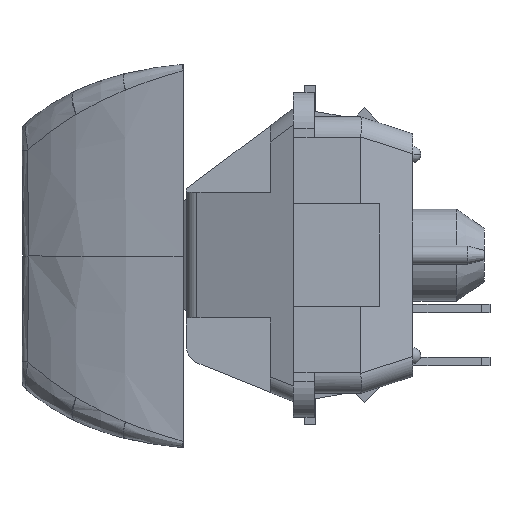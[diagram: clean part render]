
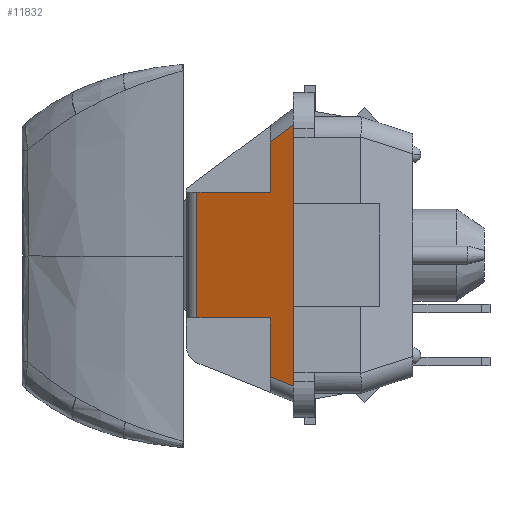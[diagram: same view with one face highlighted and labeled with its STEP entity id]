
A CAD part, left-side view. The second image highlights one B-rep face of the part: STEP entity #11832.
In plain terms, the highlighted planar face has unit normal (-0.927, 0.375, 0).
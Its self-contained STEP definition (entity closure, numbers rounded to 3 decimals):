
#10441 = PLANE('',#10442);
#10442 = AXIS2_PLACEMENT_3D('',#10443,#10444,#10445);
#10443 = CARTESIAN_POINT('',(0.,7.18,0.));
#10444 = DIRECTION('',(0.,1.,0.));
#10445 = DIRECTION('',(0.,0.,1.));
#10469 = CYLINDRICAL_SURFACE('',#10470,0.8);
#10470 = AXIS2_PLACEMENT_3D('',#10471,#10472,#10473);
#10471 = CARTESIAN_POINT('',(-6.391,5.444,
    6.474));
#10472 = DIRECTION('',(-0.308,-0.761,0.571));
#10473 = DIRECTION('',(0.,-0.6,-0.8
    ));
#10497 = PLANE('',#10498);
#10498 = AXIS2_PLACEMENT_3D('',#10499,#10500,#10501);
#10499 = CARTESIAN_POINT('',(0.,6.08,0.));
#10500 = DIRECTION('',(0.,1.,0.));
#10501 = DIRECTION('',(0.,0.,1.));
#10991 = PLANE('',#10992);
#10992 = AXIS2_PLACEMENT_3D('',#10993,#10994,#10995);
#10993 = CARTESIAN_POINT('',(-6.997,7.18,-2.997));
#10994 = DIRECTION('',(0.,0.,1.));
#10995 = DIRECTION('',(1.,0.,0.));
#11019 = CYLINDRICAL_SURFACE('',#11020,0.8);
#11020 = AXIS2_PLACEMENT_3D('',#11021,#11022,#11023);
#11021 = CARTESIAN_POINT('',(-4.397,10.38,0.));
#11022 = DIRECTION('',(0.,0.,1.));
#11023 = DIRECTION('',(1.,0.,0.));
#11047 = PLANE('',#11048);
#11048 = AXIS2_PLACEMENT_3D('',#11049,#11050,#11051);
#11049 = CARTESIAN_POINT('',(-6.997,7.18,2.997));
#11050 = DIRECTION('',(0.,0.,-1.));
#11051 = DIRECTION('',(-1.,0.,0.));
#11158 = PLANE('',#11159);
#11159 = AXIS2_PLACEMENT_3D('',#11160,#11161,#11162);
#11160 = CARTESIAN_POINT('',(0.,7.18,0.));
#11161 = DIRECTION('',(0.,1.,0.));
#11162 = DIRECTION('',(0.,0.,1.));
#11347 = CYLINDRICAL_SURFACE('',#11348,0.8);
#11348 = AXIS2_PLACEMENT_3D('',#11349,#11350,#11351);
#11349 = CARTESIAN_POINT('',(-4.624,9.817,-4.624
    ));
#11350 = DIRECTION('',(-0.351,-0.868,-0.351)
  );
#11351 = DIRECTION('',(0.927,-0.375,0.
    ));
#11551 = VERTEX_POINT('',#11552);
#11552 = CARTESIAN_POINT('',(-6.997,6.08,6.222));
#11597 = EDGE_CURVE('',#11598,#11551,#11600,.T.);
#11598 = VERTEX_POINT('',#11599);
#11599 = CARTESIAN_POINT('',(-6.997,6.08,-6.255));
#11600 = SURFACE_CURVE('',#11601,(#11605,#11612),.PCURVE_S1.);
#11601 = LINE('',#11602,#11603);
#11602 = CARTESIAN_POINT('',(-6.997,6.08,6.997));
#11603 = VECTOR('',#11604,1.);
#11604 = DIRECTION('',(0.,0.,1.));
#11605 = PCURVE('',#10497,#11606);
#11606 = DEFINITIONAL_REPRESENTATION('',(#11607),#11611);
#11607 = LINE('',#11608,#11609);
#11608 = CARTESIAN_POINT('',(6.997,-6.997));
#11609 = VECTOR('',#11610,1.);
#11610 = DIRECTION('',(1.,-0.));
#11611 = ( GEOMETRIC_REPRESENTATION_CONTEXT(2) 
PARAMETRIC_REPRESENTATION_CONTEXT() REPRESENTATION_CONTEXT('2D SPACE',''
  ) );
#11612 = PCURVE('',#11613,#11618);
#11613 = PLANE('',#11614);
#11614 = AXIS2_PLACEMENT_3D('',#11615,#11616,#11617);
#11615 = CARTESIAN_POINT('',(-6.997,6.08,6.997));
#11616 = DIRECTION('',(-0.927,0.375,0.));
#11617 = DIRECTION('',(-0.375,-0.927,0.));
#11618 = DEFINITIONAL_REPRESENTATION('',(#11619),#11623);
#11619 = LINE('',#11620,#11621);
#11620 = CARTESIAN_POINT('',(0.,0.));
#11621 = VECTOR('',#11622,1.);
#11622 = DIRECTION('',(0.,1.));
#11623 = ( GEOMETRIC_REPRESENTATION_CONTEXT(2) 
PARAMETRIC_REPRESENTATION_CONTEXT() REPRESENTATION_CONTEXT('2D SPACE',''
  ) );
#11832 = ADVANCED_FACE('',(#11833),#11613,.T.);
#11833 = FACE_BOUND('',#11834,.T.);
#11834 = EDGE_LOOP('',(#11835,#11860,#11881,#11882,#11905,#11928,#11951,
    #11974));
#11835 = ORIENTED_EDGE('',*,*,#11836,.F.);
#11836 = EDGE_CURVE('',#11837,#11839,#11841,.T.);
#11837 = VERTEX_POINT('',#11838);
#11838 = CARTESIAN_POINT('',(-6.553,7.18,-5.811));
#11839 = VERTEX_POINT('',#11840);
#11840 = CARTESIAN_POINT('',(-6.553,7.18,-2.997));
#11841 = SURFACE_CURVE('',#11842,(#11846,#11853),.PCURVE_S1.);
#11842 = LINE('',#11843,#11844);
#11843 = CARTESIAN_POINT('',(-6.553,7.18,6.997));
#11844 = VECTOR('',#11845,1.);
#11845 = DIRECTION('',(0.,0.,1.));
#11846 = PCURVE('',#11613,#11847);
#11847 = DEFINITIONAL_REPRESENTATION('',(#11848),#11852);
#11848 = LINE('',#11849,#11850);
#11849 = CARTESIAN_POINT('',(-1.186,0.));
#11850 = VECTOR('',#11851,1.);
#11851 = DIRECTION('',(0.,1.));
#11852 = ( GEOMETRIC_REPRESENTATION_CONTEXT(2) 
PARAMETRIC_REPRESENTATION_CONTEXT() REPRESENTATION_CONTEXT('2D SPACE',''
  ) );
#11853 = PCURVE('',#11158,#11854);
#11854 = DEFINITIONAL_REPRESENTATION('',(#11855),#11859);
#11855 = LINE('',#11856,#11857);
#11856 = CARTESIAN_POINT('',(6.997,-6.553));
#11857 = VECTOR('',#11858,1.);
#11858 = DIRECTION('',(1.,-0.));
#11859 = ( GEOMETRIC_REPRESENTATION_CONTEXT(2) 
PARAMETRIC_REPRESENTATION_CONTEXT() REPRESENTATION_CONTEXT('2D SPACE',''
  ) );
#11860 = ORIENTED_EDGE('',*,*,#11861,.T.);
#11861 = EDGE_CURVE('',#11837,#11598,#11862,.T.);
#11862 = SURFACE_CURVE('',#11863,(#11867,#11874),.PCURVE_S1.);
#11863 = LINE('',#11864,#11865);
#11864 = CARTESIAN_POINT('',(-5.366,10.116,
    -4.624));
#11865 = VECTOR('',#11866,1.);
#11866 = DIRECTION('',(-0.351,-0.868,-0.351)
  );
#11867 = PCURVE('',#11613,#11868);
#11868 = DEFINITIONAL_REPRESENTATION('',(#11869),#11873);
#11869 = LINE('',#11870,#11871);
#11870 = CARTESIAN_POINT('',(-4.353,-11.621));
#11871 = VECTOR('',#11872,1.);
#11872 = DIRECTION('',(0.936,-0.351));
#11873 = ( GEOMETRIC_REPRESENTATION_CONTEXT(2) 
PARAMETRIC_REPRESENTATION_CONTEXT() REPRESENTATION_CONTEXT('2D SPACE',''
  ) );
#11874 = PCURVE('',#11347,#11875);
#11875 = DEFINITIONAL_REPRESENTATION('',(#11876),#11880);
#11876 = LINE('',#11877,#11878);
#11877 = CARTESIAN_POINT('',(3.142,0.));
#11878 = VECTOR('',#11879,1.);
#11879 = DIRECTION('',(0.,1.));
#11880 = ( GEOMETRIC_REPRESENTATION_CONTEXT(2) 
PARAMETRIC_REPRESENTATION_CONTEXT() REPRESENTATION_CONTEXT('2D SPACE',''
  ) );
#11881 = ORIENTED_EDGE('',*,*,#11597,.T.);
#11882 = ORIENTED_EDGE('',*,*,#11883,.T.);
#11883 = EDGE_CURVE('',#11551,#11884,#11886,.T.);
#11884 = VERTEX_POINT('',#11885);
#11885 = CARTESIAN_POINT('',(-6.553,7.18,5.398));
#11886 = SURFACE_CURVE('',#11887,(#11891,#11898),.PCURVE_S1.);
#11887 = LINE('',#11888,#11889);
#11888 = CARTESIAN_POINT('',(-7.133,5.743,
    6.474));
#11889 = VECTOR('',#11890,1.);
#11890 = DIRECTION('',(0.308,0.761,-0.571));
#11891 = PCURVE('',#11613,#11892);
#11892 = DEFINITIONAL_REPRESENTATION('',(#11893),#11897);
#11893 = LINE('',#11894,#11895);
#11894 = CARTESIAN_POINT('',(0.363,-0.523));
#11895 = VECTOR('',#11896,1.);
#11896 = DIRECTION('',(-0.821,-0.571));
#11897 = ( GEOMETRIC_REPRESENTATION_CONTEXT(2) 
PARAMETRIC_REPRESENTATION_CONTEXT() REPRESENTATION_CONTEXT('2D SPACE',''
  ) );
#11898 = PCURVE('',#10469,#11899);
#11899 = DEFINITIONAL_REPRESENTATION('',(#11900),#11904);
#11900 = LINE('',#11901,#11902);
#11901 = CARTESIAN_POINT('',(4.486,0.));
#11902 = VECTOR('',#11903,1.);
#11903 = DIRECTION('',(0.,-1.));
#11904 = ( GEOMETRIC_REPRESENTATION_CONTEXT(2) 
PARAMETRIC_REPRESENTATION_CONTEXT() REPRESENTATION_CONTEXT('2D SPACE',''
  ) );
#11905 = ORIENTED_EDGE('',*,*,#11906,.F.);
#11906 = EDGE_CURVE('',#11907,#11884,#11909,.T.);
#11907 = VERTEX_POINT('',#11908);
#11908 = CARTESIAN_POINT('',(-6.553,7.18,2.997));
#11909 = SURFACE_CURVE('',#11910,(#11914,#11921),.PCURVE_S1.);
#11910 = LINE('',#11911,#11912);
#11911 = CARTESIAN_POINT('',(-6.553,7.18,6.997));
#11912 = VECTOR('',#11913,1.);
#11913 = DIRECTION('',(0.,0.,1.));
#11914 = PCURVE('',#11613,#11915);
#11915 = DEFINITIONAL_REPRESENTATION('',(#11916),#11920);
#11916 = LINE('',#11917,#11918);
#11917 = CARTESIAN_POINT('',(-1.186,0.));
#11918 = VECTOR('',#11919,1.);
#11919 = DIRECTION('',(0.,1.));
#11920 = ( GEOMETRIC_REPRESENTATION_CONTEXT(2) 
PARAMETRIC_REPRESENTATION_CONTEXT() REPRESENTATION_CONTEXT('2D SPACE',''
  ) );
#11921 = PCURVE('',#10441,#11922);
#11922 = DEFINITIONAL_REPRESENTATION('',(#11923),#11927);
#11923 = LINE('',#11924,#11925);
#11924 = CARTESIAN_POINT('',(6.997,-6.553));
#11925 = VECTOR('',#11926,1.);
#11926 = DIRECTION('',(1.,0.));
#11927 = ( GEOMETRIC_REPRESENTATION_CONTEXT(2) 
PARAMETRIC_REPRESENTATION_CONTEXT() REPRESENTATION_CONTEXT('2D SPACE',''
  ) );
#11928 = ORIENTED_EDGE('',*,*,#11929,.T.);
#11929 = EDGE_CURVE('',#11907,#11930,#11932,.T.);
#11930 = VERTEX_POINT('',#11931);
#11931 = CARTESIAN_POINT('',(-5.139,10.68,2.997));
#11932 = SURFACE_CURVE('',#11933,(#11937,#11944),.PCURVE_S1.);
#11933 = LINE('',#11934,#11935);
#11934 = CARTESIAN_POINT('',(-6.997,6.08,2.997));
#11935 = VECTOR('',#11936,1.);
#11936 = DIRECTION('',(0.375,0.927,0.));
#11937 = PCURVE('',#11613,#11938);
#11938 = DEFINITIONAL_REPRESENTATION('',(#11939),#11943);
#11939 = LINE('',#11940,#11941);
#11940 = CARTESIAN_POINT('',(-0.,-4.));
#11941 = VECTOR('',#11942,1.);
#11942 = DIRECTION('',(-1.,0.));
#11943 = ( GEOMETRIC_REPRESENTATION_CONTEXT(2) 
PARAMETRIC_REPRESENTATION_CONTEXT() REPRESENTATION_CONTEXT('2D SPACE',''
  ) );
#11944 = PCURVE('',#11047,#11945);
#11945 = DEFINITIONAL_REPRESENTATION('',(#11946),#11950);
#11946 = LINE('',#11947,#11948);
#11947 = CARTESIAN_POINT('',(0.,-1.1));
#11948 = VECTOR('',#11949,1.);
#11949 = DIRECTION('',(-0.375,0.927));
#11950 = ( GEOMETRIC_REPRESENTATION_CONTEXT(2) 
PARAMETRIC_REPRESENTATION_CONTEXT() REPRESENTATION_CONTEXT('2D SPACE',''
  ) );
#11951 = ORIENTED_EDGE('',*,*,#11952,.T.);
#11952 = EDGE_CURVE('',#11930,#11953,#11955,.T.);
#11953 = VERTEX_POINT('',#11954);
#11954 = CARTESIAN_POINT('',(-5.139,10.68,-2.997));
#11955 = SURFACE_CURVE('',#11956,(#11960,#11967),.PCURVE_S1.);
#11956 = LINE('',#11957,#11958);
#11957 = CARTESIAN_POINT('',(-5.139,10.68,-2.997));
#11958 = VECTOR('',#11959,1.);
#11959 = DIRECTION('',(0.,0.,-1.));
#11960 = PCURVE('',#11613,#11961);
#11961 = DEFINITIONAL_REPRESENTATION('',(#11962),#11966);
#11962 = LINE('',#11963,#11964);
#11963 = CARTESIAN_POINT('',(-4.961,-9.994));
#11964 = VECTOR('',#11965,1.);
#11965 = DIRECTION('',(-0.,-1.));
#11966 = ( GEOMETRIC_REPRESENTATION_CONTEXT(2) 
PARAMETRIC_REPRESENTATION_CONTEXT() REPRESENTATION_CONTEXT('2D SPACE',''
  ) );
#11967 = PCURVE('',#11019,#11968);
#11968 = DEFINITIONAL_REPRESENTATION('',(#11969),#11973);
#11969 = LINE('',#11970,#11971);
#11970 = CARTESIAN_POINT('',(2.758,-2.997));
#11971 = VECTOR('',#11972,1.);
#11972 = DIRECTION('',(0.,-1.));
#11973 = ( GEOMETRIC_REPRESENTATION_CONTEXT(2) 
PARAMETRIC_REPRESENTATION_CONTEXT() REPRESENTATION_CONTEXT('2D SPACE',''
  ) );
#11974 = ORIENTED_EDGE('',*,*,#11975,.T.);
#11975 = EDGE_CURVE('',#11953,#11839,#11976,.T.);
#11976 = SURFACE_CURVE('',#11977,(#11981,#11988),.PCURVE_S1.);
#11977 = LINE('',#11978,#11979);
#11978 = CARTESIAN_POINT('',(-6.997,6.08,-2.997));
#11979 = VECTOR('',#11980,1.);
#11980 = DIRECTION('',(-0.375,-0.927,-0.));
#11981 = PCURVE('',#11613,#11982);
#11982 = DEFINITIONAL_REPRESENTATION('',(#11983),#11987);
#11983 = LINE('',#11984,#11985);
#11984 = CARTESIAN_POINT('',(-0.,-9.994));
#11985 = VECTOR('',#11986,1.);
#11986 = DIRECTION('',(1.,0.));
#11987 = ( GEOMETRIC_REPRESENTATION_CONTEXT(2) 
PARAMETRIC_REPRESENTATION_CONTEXT() REPRESENTATION_CONTEXT('2D SPACE',''
  ) );
#11988 = PCURVE('',#10991,#11989);
#11989 = DEFINITIONAL_REPRESENTATION('',(#11990),#11994);
#11990 = LINE('',#11991,#11992);
#11991 = CARTESIAN_POINT('',(0.,-1.1));
#11992 = VECTOR('',#11993,1.);
#11993 = DIRECTION('',(-0.375,-0.927));
#11994 = ( GEOMETRIC_REPRESENTATION_CONTEXT(2) 
PARAMETRIC_REPRESENTATION_CONTEXT() REPRESENTATION_CONTEXT('2D SPACE',''
  ) );
